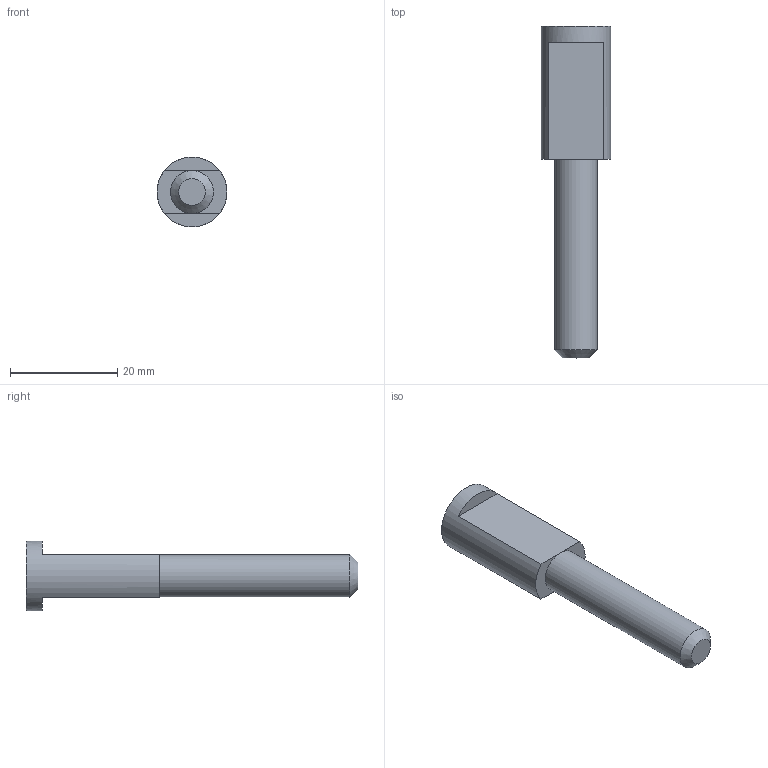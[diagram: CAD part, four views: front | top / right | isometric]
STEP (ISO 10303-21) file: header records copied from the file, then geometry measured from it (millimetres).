
FILE_DESCRIPTION(('HOOPS Exchange Step'),'2;1');
FILE_NAME('temp_export','2025-05-20T11:45:28+02:00',('tbheg'),('Shapr3D Limited'),'HOOPS Exchange 2024.8','Shapr3D','Authorized');
FILE_SCHEMA( ('AP242_MANAGED_MODEL_BASED_3D_ENGINEERING_MIM_LF {1 0 10303 442 1 1 4}') );
Length unit declared in the file: millimetre
Products named in the file (4): Pos_Y_Side; Redesigned_Bevel_Gear; RoboticArm.step; root
Assembly tree (3 placements, depth 4):
  root
    RoboticArm.step
      Redesigned_Bevel_Gear
        Pos_Y_Side
Bounding box: 13 x 61.81 x 13 mm (x, y, z)
Volume: 4348.5 mm3; surface area: 2115.7 mm2
Topology: 1 solids, 1 shells, 11 faces, 30 edges, 21 vertices
Faces by surface type: plane 8, cylinder 2, cone 1
Full cylindrical faces by diameter (mm): 8 x1, 13 x1
Entity records: 474 total; most frequent: DIRECTION 83, CARTESIAN_POINT 70, ORIENTED_EDGE 60, AXIS2_PLACEMENT_3D 34, EDGE_CURVE 30, VERTEX_POINT 21, CIRCLE 15, VECTOR 15
